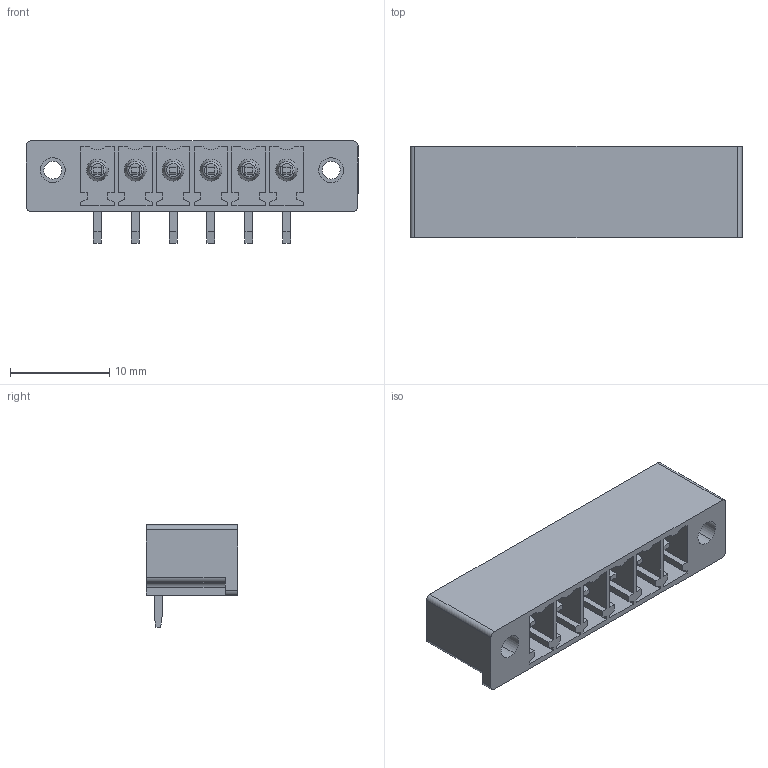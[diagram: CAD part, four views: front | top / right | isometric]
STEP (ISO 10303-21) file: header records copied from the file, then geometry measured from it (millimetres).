
FILE_DESCRIPTION(('CATIA V5 STEP Exchange','CAx-IF Rec.Pracs.--- Model Styling and Organization---1.2---2011-12-15'),'2;1');
FILE_NAME ('D1447452_0', '2018-10-12T04:47:52+00:00', ('none'), ('Weidmueller'), 'CATIA Version 5-6 Release 2014', 'CATIA V5 STEP AP214', 'none');
FILE_SCHEMA(('AUTOMOTIVE_DESIGN { 1 0 10303 214 1 1 1 1 }'));
Length unit declared in the file: millimetre
Products named in the file (1): 1038450000
Bounding box: 33.45 x 9.2 x 10.3 mm (x, y, z)
Volume: 1137.9 mm3; surface area: 2719 mm2
Topology: 7 solids, 7 shells, 416 faces, 1148 edges, 760 vertices
Faces by surface type: plane 354, cylinder 34, cone 16, torus 12
Entity records: 12174 total; most frequent: ORIENTED_EDGE 2296, CARTESIAN_POINT 2160, DIRECTION 1650, EDGE_CURVE 1148, VECTOR 1028, LINE 1028, VERTEX_POINT 760, EDGE_LOOP 446
